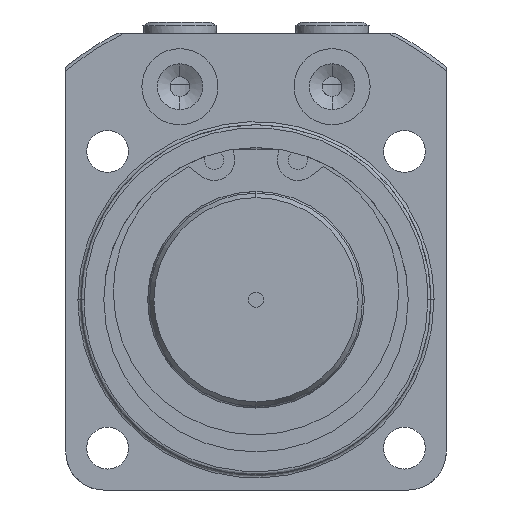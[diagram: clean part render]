
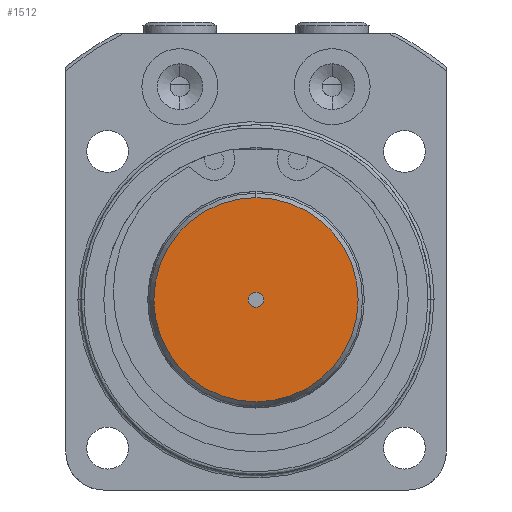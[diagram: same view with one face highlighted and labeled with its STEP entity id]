
A CAD part, front view. The second image highlights one B-rep face of the part: STEP entity #1512.
In plain terms, the highlighted planar face has unit normal (0, -1, 0).
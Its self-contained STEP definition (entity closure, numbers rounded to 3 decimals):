
#216 = ORIENTED_EDGE ( 'NONE', *, *, #893, .F. ) ;
#273 = ORIENTED_EDGE ( 'NONE', *, *, #888, .F. ) ;
#311 = ORIENTED_EDGE ( 'NONE', *, *, #885, .F. ) ;
#330 = ORIENTED_EDGE ( 'NONE', *, *, #894, .F. ) ;
#409 = EDGE_LOOP ( 'NONE', ( #273, #216 ) ) ;
#729 = EDGE_LOOP ( 'NONE', ( #311, #330 ) ) ;
#885 = EDGE_CURVE ( 'NONE', #11247, #11258, #11775, .T. ) ;
#888 = EDGE_CURVE ( 'NONE', #11262, #11261, #11520, .T. ) ;
#893 = EDGE_CURVE ( 'NONE', #11261, #11262, #11497, .T. ) ;
#894 = EDGE_CURVE ( 'NONE', #11258, #11247, #11557, .T. ) ;
#1512 = ADVANCED_FACE ( 'NONE', ( #11687, #11693 ), #14326, .F. ) ;
#10415 = AXIS2_PLACEMENT_3D ( 'NONE', #14621, #14620, #14619 ) ;
#10416 = AXIS2_PLACEMENT_3D ( 'NONE', #14613, #14612, #14611 ) ;
#10419 = AXIS2_PLACEMENT_3D ( 'NONE', #14603, #14602, #14601 ) ;
#10420 = AXIS2_PLACEMENT_3D ( 'NONE', #14600, #14599, #14598 ) ;
#10581 = AXIS2_PLACEMENT_3D ( 'NONE', #14329, #14323, #14322 ) ;
#11247 = VERTEX_POINT ( 'NONE', #13488 ) ;
#11258 = VERTEX_POINT ( 'NONE', #13498 ) ;
#11261 = VERTEX_POINT ( 'NONE', #13501 ) ;
#11262 = VERTEX_POINT ( 'NONE', #13502 ) ;
#11497 = CIRCLE ( 'NONE', #10419, 1. ) ;
#11520 = CIRCLE ( 'NONE', #10416, 1. ) ;
#11557 = CIRCLE ( 'NONE', #10420, 13.423 ) ;
#11687 = FACE_OUTER_BOUND ( 'NONE', #729, .T. ) ;
#11693 = FACE_BOUND ( 'NONE', #409, .T. ) ;
#11775 = CIRCLE ( 'NONE', #10415, 13.423 ) ;
#13488 = CARTESIAN_POINT ( 'NONE',  ( 0., -43.5, 13.423 ) ) ;
#13498 = CARTESIAN_POINT ( 'NONE',  ( 0., -43.5, -13.423 ) ) ;
#13501 = CARTESIAN_POINT ( 'NONE',  ( 0., -43.5, -1. ) ) ;
#13502 = CARTESIAN_POINT ( 'NONE',  ( 0., -43.5, 1. ) ) ;
#14322 = DIRECTION ( 'NONE',  ( 0., 0., 1. ) ) ;
#14323 = DIRECTION ( 'NONE',  ( 0., 1., 0. ) ) ;
#14326 = PLANE ( 'NONE',  #10581 ) ;
#14329 = CARTESIAN_POINT ( 'NONE',  ( -13.423, -43.5, 0. ) ) ;
#14598 = DIRECTION ( 'NONE',  ( 0., 0., 1. ) ) ;
#14599 = DIRECTION ( 'NONE',  ( 0., 1., 0. ) ) ;
#14600 = CARTESIAN_POINT ( 'NONE',  ( 0., -43.5, 0. ) ) ;
#14601 = DIRECTION ( 'NONE',  ( 0., 0., 1. ) ) ;
#14602 = DIRECTION ( 'NONE',  ( 0., -1., 0. ) ) ;
#14603 = CARTESIAN_POINT ( 'NONE',  ( 0., -43.5, 0. ) ) ;
#14611 = DIRECTION ( 'NONE',  ( 0., 0., 1. ) ) ;
#14612 = DIRECTION ( 'NONE',  ( 0., -1., 0. ) ) ;
#14613 = CARTESIAN_POINT ( 'NONE',  ( 0., -43.5, 0. ) ) ;
#14619 = DIRECTION ( 'NONE',  ( 0., 0., 1. ) ) ;
#14620 = DIRECTION ( 'NONE',  ( 0., 1., 0. ) ) ;
#14621 = CARTESIAN_POINT ( 'NONE',  ( 0., -43.5, 0. ) ) ;
